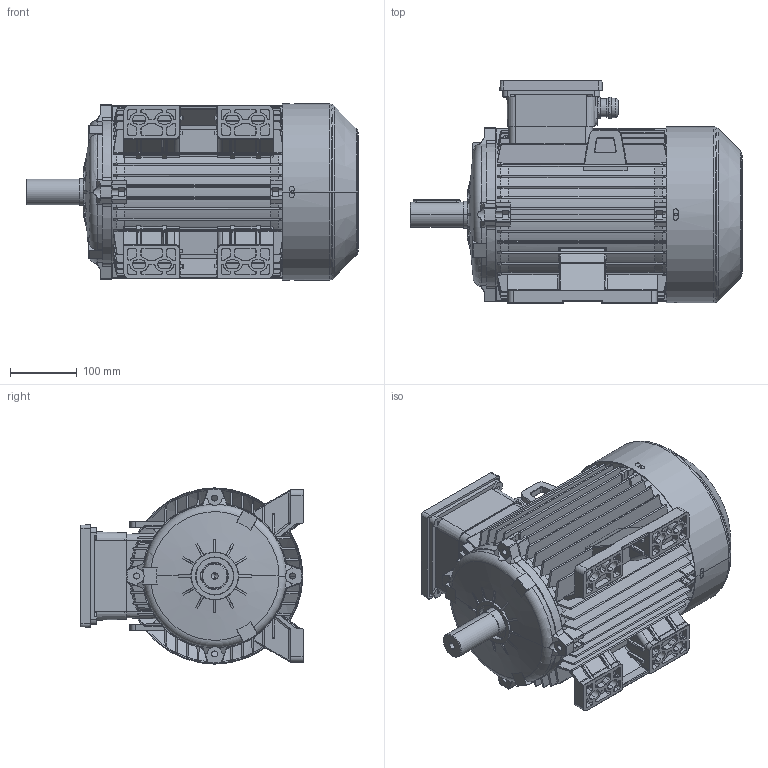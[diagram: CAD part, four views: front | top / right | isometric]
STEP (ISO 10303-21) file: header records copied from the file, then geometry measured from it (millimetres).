
FILE_DESCRIPTION (( 'STEP AP214' ), '1' );
FILE_NAME ('CA132SM-B3-IC411-2-4-6-8 POLES-TB TOP.STEP', '2024-09-23T07:02:01', ( '' ), ( '' ), 'SwSTEP 2.0', 'SolidWorks 2024', '' );
FILE_SCHEMA (( 'AUTOMOTIVE_DESIGN' ));
Length unit declared in the file: millimetre
Products named in the file (15): Tappo M25; Copriventola 132M H.113; Albero 132M serie autoventilato; Coperchio scatola morsetti 132; Gruppo Coprimorsettiera 132; Guarnizione scatola-motore 132; Carcassa 132SM-B3-AX; Guarnizione scatola-coperchio 132; PRESSACAVO M25; Targhetta motore_LAMIERA ALLUMINIO; CA132SM-B3-IC411-2-4-6-8 POLES-TB TOP; Scatola morsetti 132; Scudo C-FC132 posteriore alto; Scudo C132 anteriore; parallel_din_Parallel key A10 x 8 x 70 DIN 6885
Assembly tree (14 placements, depth 3):
  CA132SM-B3-IC411-2-4-6-8 POLES-TB TOP
    Albero 132M serie autoventilato
    Scudo C132 anteriore
    parallel_din_Parallel key A10 x 8 x 70 DIN 6885
    Targhetta motore_LAMIERA ALLUMINIO
    Scudo C-FC132 posteriore alto
    Copriventola 132M H.113
    Carcassa 132SM-B3-AX
    Gruppo Coprimorsettiera 132
      Scatola morsetti 132
      Coperchio scatola morsetti 132
      Guarnizione scatola-motore 132
      PRESSACAVO M25
      Tappo M25
      Guarnizione scatola-coperchio 132
Bounding box: 496 x 332 x 263 mm (x, y, z)
Volume: 4316133.5 mm3; surface area: 1738398.8 mm2
Topology: 13 solids, 17 shells, 4501 faces, 12218 edges, 7806 vertices
Faces by surface type: plane 2034, cylinder 1004, cone 595, torus 371, bspline 371, sphere 126
Entity records: 161299 total; most frequent: CARTESIAN_POINT 50369, ORIENTED_EDGE 24356, DIRECTION 21505, EDGE_CURVE 12178, VERTEX_POINT 7798, AXIS2_PLACEMENT_3D 7495, VECTOR 6515, LINE 6515
